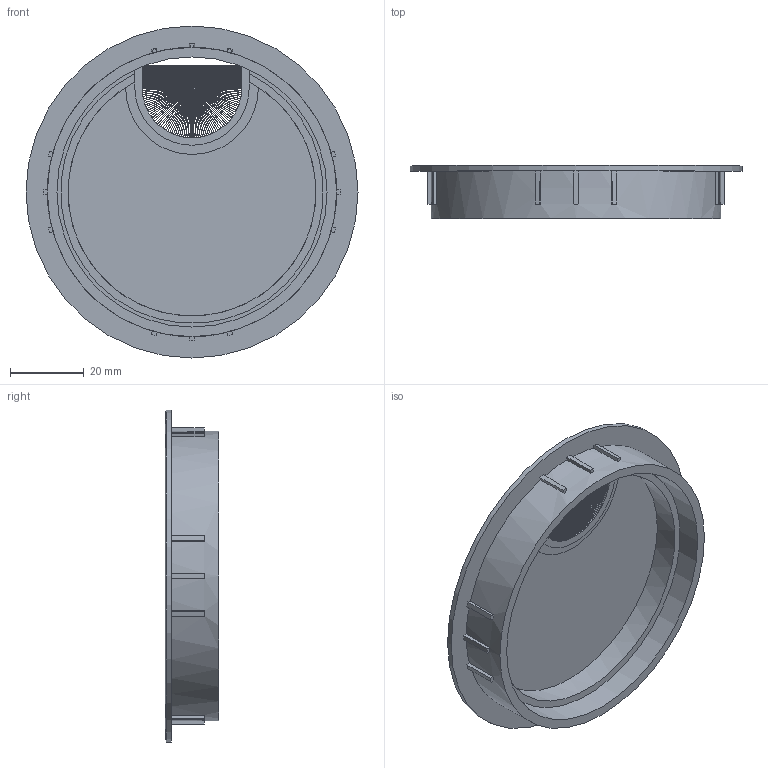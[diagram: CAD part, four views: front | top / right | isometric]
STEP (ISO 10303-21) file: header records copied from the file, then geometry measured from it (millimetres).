
FILE_DESCRIPTION(/* description */ (''),/* implementation_level */ '2;1');
FILE_NAME(/* name */ 'PM-LBFI80.stp',/* time_stamp */ '2022-10-24T14:56:45+02:00',/* author */ ('tomaszw'),/* organization */ (''),/* preprocessor_version */ 'ST-DEVELOPER v19.2',/* originating_system */ 'Autodesk Inventor 2023',/* authorisation */ '');
FILE_SCHEMA (('AUTOMOTIVE_DESIGN { 1 0 10303 214 3 1 1 }'));
Products named in the file (1): PM-LBFI80
Bounding box: 90.2 x 14.5 x 90.2 mm (x, y, z)
Volume: 21790.6 mm3; surface area: 27454.1 mm2
Topology: 819 solids, 819 shells, 6092 faces, 10991 edges, 6538 vertices
Faces by surface type: plane 4066, cylinder 2025, bspline 1
Full cylindrical faces by diameter (mm): 0.05 x2000, 73.4 x1, 76.2 x1, 78.6 x1, 90.2 x1
Entity records: 148929 total; most frequent: DIRECTION 30822, CARTESIAN_POINT 23648, ORIENTED_EDGE 21982, AXIS2_PLACEMENT_3D 13739, EDGE_CURVE 10991, VERTEX_POINT 6538, EDGE_LOOP 6095, FACE_OUTER_BOUND 6092
